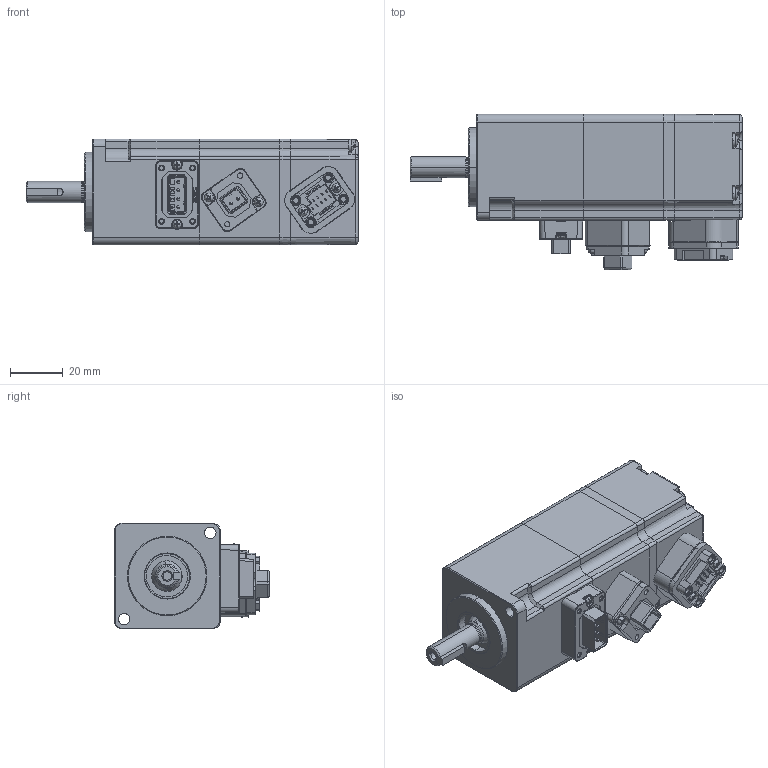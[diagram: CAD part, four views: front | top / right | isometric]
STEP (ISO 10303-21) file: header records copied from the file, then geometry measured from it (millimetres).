
FILE_DESCRIPTION (( 'STEP AP203' ), '1' );
FILE_NAME ('4611170005723.A0.STEP', '2023-08-18T03:19:49', ( '' ), ( '' ), 'SwSTEP 2.0', 'SolidWorks 2015', '' );
FILE_SCHEMA (( 'CONFIG_CONTROL_DESIGN' ));
Length unit declared in the file: millimetre
Products named in the file (1): 4611170005723.A0
Bounding box: 125.3 x 58.7 x 40 mm (x, y, z)
Surface area: 25507.2 mm2 (no closed solid volume)
Topology: 0 solids, 48 shells, 791 faces, 2877 edges, 2064 vertices
Faces by surface type: plane 452, cylinder 209, cone 69, bspline 37, torus 16, sphere 8
Entity records: 32847 total; most frequent: CARTESIAN_POINT 9437, DIRECTION 4636, ORIENTED_EDGE 4470, EDGE_CURVE 2846, VERTEX_POINT 2060, VECTOR 1786, LINE 1786, AXIS2_PLACEMENT_3D 1425
